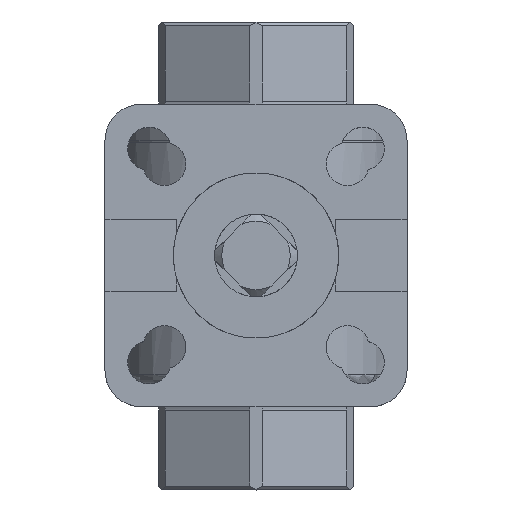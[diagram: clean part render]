
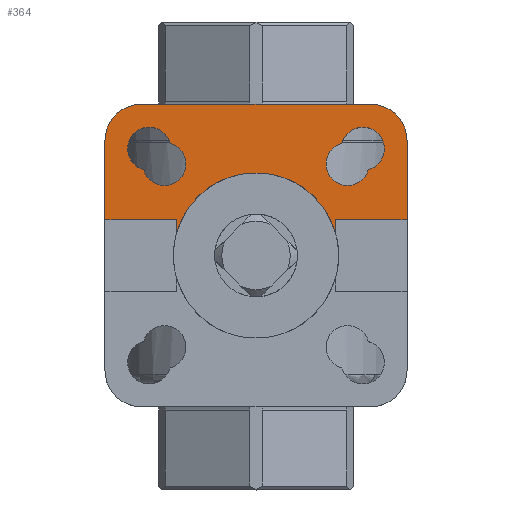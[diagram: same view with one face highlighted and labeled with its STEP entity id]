
A CAD part, top view. The second image highlights one B-rep face of the part: STEP entity #364.
In plain terms, the highlighted planar face has unit normal (0, 0, 1).
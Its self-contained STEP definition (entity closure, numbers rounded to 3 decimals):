
#364 = ADVANCED_FACE( '', ( #772, #773, #774 ), #775, .F. );
#772 = FACE_BOUND( '', #2309, .T. );
#773 = FACE_BOUND( '', #2310, .T. );
#774 = FACE_OUTER_BOUND( '', #2311, .T. );
#775 = PLANE( '', #2312 );
#2309 = EDGE_LOOP( '', ( #3325, #3326 ) );
#2310 = EDGE_LOOP( '', ( #3327, #3328 ) );
#2311 = EDGE_LOOP( '', ( #3329, #3330, #3331, #3332, #3333, #3334, #3335, #3336, #3337, #3338 ) );
#2312 = AXIS2_PLACEMENT_3D( '', #3339, #3340, #3341 );
#3325 = ORIENTED_EDGE( '', *, *, #3800, .T. );
#3326 = ORIENTED_EDGE( '', *, *, #3690, .T. );
#3327 = ORIENTED_EDGE( '', *, *, #3720, .T. );
#3328 = ORIENTED_EDGE( '', *, *, #3982, .T. );
#3329 = ORIENTED_EDGE( '', *, *, #3751, .T. );
#3330 = ORIENTED_EDGE( '', *, *, #3580, .T. );
#3331 = ORIENTED_EDGE( '', *, *, #3958, .T. );
#3332 = ORIENTED_EDGE( '', *, *, #3772, .F. );
#3333 = ORIENTED_EDGE( '', *, *, #3601, .T. );
#3334 = ORIENTED_EDGE( '', *, *, #3983, .F. );
#3335 = ORIENTED_EDGE( '', *, *, #3789, .T. );
#3336 = ORIENTED_EDGE( '', *, *, #3974, .F. );
#3337 = ORIENTED_EDGE( '', *, *, #3684, .T. );
#3338 = ORIENTED_EDGE( '', *, *, #3964, .T. );
#3339 = CARTESIAN_POINT( '', ( -21., 11.5, 40. ) );
#3340 = DIRECTION( '', ( 0., 0., -1. ) );
#3341 = DIRECTION( '', ( -1., 0., 0. ) );
#3580 = EDGE_CURVE( '', #4049, #4050, #4051, .T. );
#3601 = EDGE_CURVE( '', #4087, #4088, #4089, .F. );
#3684 = EDGE_CURVE( '', #4234, #4235, #4236, .T. );
#3690 = EDGE_CURVE( '', #4245, #4243, #4246, .T. );
#3720 = EDGE_CURVE( '', #4297, #4295, #4298, .T. );
#3751 = EDGE_CURVE( '', #4346, #4049, #4347, .T. );
#3772 = EDGE_CURVE( '', #4087, #4378, #4379, .T. );
#3789 = EDGE_CURVE( '', #4405, #4406, #4407, .F. );
#3800 = EDGE_CURVE( '', #4243, #4245, #4422, .T. );
#3958 = EDGE_CURVE( '', #4050, #4378, #4635, .T. );
#3964 = EDGE_CURVE( '', #4235, #4346, #4643, .T. );
#3974 = EDGE_CURVE( '', #4234, #4406, #4653, .T. );
#3982 = EDGE_CURVE( '', #4295, #4297, #4661, .T. );
#3983 = EDGE_CURVE( '', #4405, #4088, #4662, .T. );
#4049 = VERTEX_POINT( '', #4739 );
#4050 = VERTEX_POINT( '', #4740 );
#4051 = LINE( '', #4741, #4742 );
#4087 = VERTEX_POINT( '', #4790 );
#4088 = VERTEX_POINT( '', #4791 );
#4089 = CIRCLE( '', #4792, 5. );
#4234 = VERTEX_POINT( '', #5094 );
#4235 = VERTEX_POINT( '', #5095 );
#4236 = LINE( '', #5096, #5097 );
#4243 = VERTEX_POINT( '', #5106 );
#4245 = VERTEX_POINT( '', #5109 );
#4246 = CIRCLE( '', #5110, 3. );
#4295 = VERTEX_POINT( '', #5177 );
#4297 = VERTEX_POINT( '', #5180 );
#4298 = CIRCLE( '', #5181, 3. );
#4346 = VERTEX_POINT( '', #5251 );
#4347 = CIRCLE( '', #5252, 11.5 );
#4378 = VERTEX_POINT( '', #5295 );
#4379 = LINE( '', #5296, #5297 );
#4405 = VERTEX_POINT( '', #5340 );
#4406 = VERTEX_POINT( '', #5341 );
#4407 = CIRCLE( '', #5342, 5. );
#4422 = CIRCLE( '', #5361, 3. );
#4635 = LINE( '', #6087, #6088 );
#4643 = LINE( '', #6099, #6100 );
#4653 = LINE( '', #6113, #6114 );
#4661 = CIRCLE( '', #6124, 3. );
#4662 = LINE( '', #6125, #6126 );
#4739 = CARTESIAN_POINT( '', ( 11., 35.854, 40. ) );
#4740 = CARTESIAN_POINT( '', ( 11., 37.5, 40. ) );
#4741 = CARTESIAN_POINT( '', ( 11., 27.5, 40. ) );
#4742 = VECTOR( '', #6187, 1000. );
#4790 = CARTESIAN_POINT( '', ( 21., 48.5, 40. ) );
#4791 = CARTESIAN_POINT( '', ( 16., 53.5, 40. ) );
#4792 = AXIS2_PLACEMENT_3D( '', #6212, #6213, #6214 );
#5094 = CARTESIAN_POINT( '', ( -21., 37.5, 40. ) );
#5095 = CARTESIAN_POINT( '', ( -11., 37.5, 40. ) );
#5096 = CARTESIAN_POINT( '', ( -21., 37.5, 40. ) );
#5097 = VECTOR( '', #6320, 1000. );
#5106 = CARTESIAN_POINT( '', ( -11.953, 48.117, 40. ) );
#5109 = CARTESIAN_POINT( '', ( -15.627, 44.443, 40. ) );
#5110 = AXIS2_PLACEMENT_3D( '', #6327, #6328, #6329 );
#5177 = CARTESIAN_POINT( '', ( 15.627, 44.443, 40. ) );
#5180 = CARTESIAN_POINT( '', ( 11.953, 48.117, 40. ) );
#5181 = AXIS2_PLACEMENT_3D( '', #6364, #6365, #6366 );
#5251 = CARTESIAN_POINT( '', ( -11., 35.854, 40. ) );
#5252 = AXIS2_PLACEMENT_3D( '', #6406, #6407, #6408 );
#5295 = CARTESIAN_POINT( '', ( 21., 37.5, 40. ) );
#5296 = CARTESIAN_POINT( '', ( 21., 53.5, 40. ) );
#5297 = VECTOR( '', #6433, 1000. );
#5340 = CARTESIAN_POINT( '', ( -16., 53.5, 40. ) );
#5341 = CARTESIAN_POINT( '', ( -21., 48.5, 40. ) );
#5342 = AXIS2_PLACEMENT_3D( '', #6446, #6447, #6448 );
#5361 = AXIS2_PLACEMENT_3D( '', #6462, #6463, #6464 );
#6087 = CARTESIAN_POINT( '', ( 11., 37.5, 40. ) );
#6088 = VECTOR( '', #6622, 1000. );
#6099 = CARTESIAN_POINT( '', ( -11., 37.5, 40. ) );
#6100 = VECTOR( '', #6626, 1000. );
#6113 = CARTESIAN_POINT( '', ( -21., 11.5, 40. ) );
#6114 = VECTOR( '', #6633, 1000. );
#6124 = AXIS2_PLACEMENT_3D( '', #6636, #6637, #6638 );
#6125 = CARTESIAN_POINT( '', ( -21., 53.5, 40. ) );
#6126 = VECTOR( '', #6639, 1000. );
#6187 = DIRECTION( '', ( 0., 1., 0. ) );
#6212 = CARTESIAN_POINT( '', ( 16., 48.5, 40. ) );
#6213 = DIRECTION( '', ( 0., 0., -1. ) );
#6214 = DIRECTION( '', ( -1., 0., 0. ) );
#6320 = DIRECTION( '', ( 1., 0., 0. ) );
#6327 = CARTESIAN_POINT( '', ( -14.85, 47.34, 40. ) );
#6328 = DIRECTION( '', ( 0., 0., -1. ) );
#6329 = DIRECTION( '', ( -1., 0., 0. ) );
#6364 = CARTESIAN_POINT( '', ( 14.85, 47.34, 40. ) );
#6365 = DIRECTION( '', ( 0., 0., -1. ) );
#6366 = DIRECTION( '', ( -1., 0., 0. ) );
#6406 = CARTESIAN_POINT( '', ( 0., 32.5, 40. ) );
#6407 = DIRECTION( '', ( 0., 0., -1. ) );
#6408 = DIRECTION( '', ( 1., 0., 0. ) );
#6433 = DIRECTION( '', ( 0., -1., 0. ) );
#6446 = CARTESIAN_POINT( '', ( -16., 48.5, 40. ) );
#6447 = DIRECTION( '', ( 0., 0., -1. ) );
#6448 = DIRECTION( '', ( -1., 0., 0. ) );
#6462 = CARTESIAN_POINT( '', ( -12.73, 45.22, 40. ) );
#6463 = DIRECTION( '', ( 0., 0., -1. ) );
#6464 = DIRECTION( '', ( -1., 0., 0. ) );
#6622 = DIRECTION( '', ( 1., 0., 0. ) );
#6626 = DIRECTION( '', ( 0., -1., 0. ) );
#6633 = DIRECTION( '', ( 0., 1., 0. ) );
#6636 = CARTESIAN_POINT( '', ( 12.73, 45.22, 40. ) );
#6637 = DIRECTION( '', ( 0., 0., -1. ) );
#6638 = DIRECTION( '', ( -1., 0., 0. ) );
#6639 = DIRECTION( '', ( 1., 0., 0. ) );
